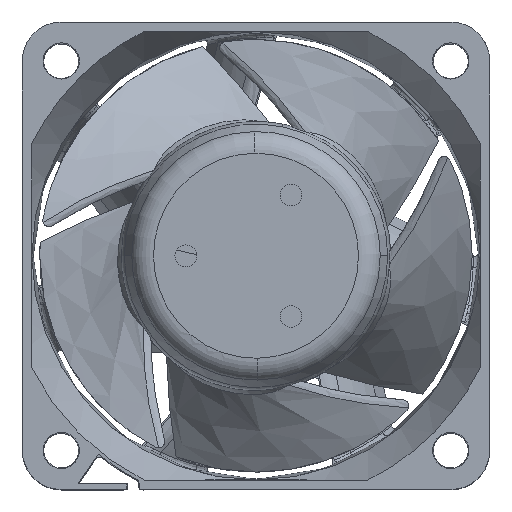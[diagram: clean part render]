
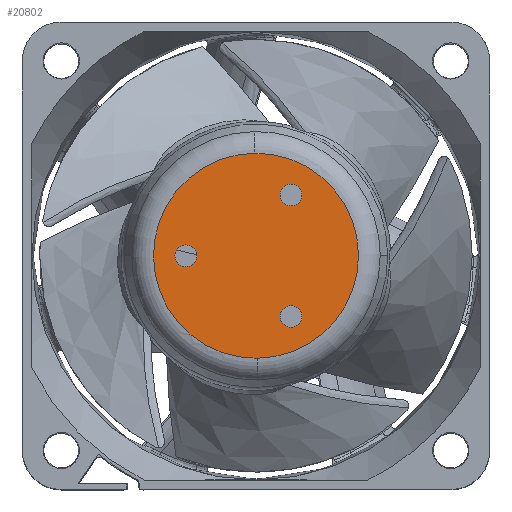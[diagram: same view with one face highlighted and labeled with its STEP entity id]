
A CAD part, top view. The second image highlights one B-rep face of the part: STEP entity #20802.
In plain terms, the highlighted planar face has unit normal (0, 0, 1).
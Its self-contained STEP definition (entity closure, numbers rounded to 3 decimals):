
#16735=CARTESIAN_POINT('',(0.,0.,20.9));
#16736=DIRECTION('',(0.,0.,-1.));
#16737=DIRECTION('',(-0.012,1.,0.));
#16738=AXIS2_PLACEMENT_3D('',#16735,#16736,#16737);
#16740=CARTESIAN_POINT('',(0.,0.,20.9));
#16741=DIRECTION('',(0.,0.,1.));
#16742=DIRECTION('',(-0.012,1.,0.));
#16743=AXIS2_PLACEMENT_3D('',#16740,#16741,#16742);
#16745=CARTESIAN_POINT('',(4.5,-7.794,20.9));
#16746=DIRECTION('',(0.,0.,1.));
#16747=DIRECTION('',(1.,0.,0.));
#16748=AXIS2_PLACEMENT_3D('',#16745,#16746,#16747);
#16750=CARTESIAN_POINT('',(4.5,-7.794,20.9));
#16751=DIRECTION('',(0.,0.,1.));
#16752=DIRECTION('',(-1.,0.,0.));
#16753=AXIS2_PLACEMENT_3D('',#16750,#16751,#16752);
#16755=CARTESIAN_POINT('',(4.5,7.794,20.9));
#16756=DIRECTION('',(0.,0.,1.));
#16757=DIRECTION('',(-1.,0.,0.));
#16758=AXIS2_PLACEMENT_3D('',#16755,#16756,#16757);
#16760=CARTESIAN_POINT('',(4.5,7.794,20.9));
#16761=DIRECTION('',(0.,0.,1.));
#16762=DIRECTION('',(1.,0.,0.));
#16763=AXIS2_PLACEMENT_3D('',#16760,#16761,#16762);
#16765=CARTESIAN_POINT('',(-9.,0.,20.9));
#16766=DIRECTION('',(0.,0.,-1.));
#16767=DIRECTION('',(1.,0.,0.));
#16768=AXIS2_PLACEMENT_3D('',#16765,#16766,#16767);
#16770=CARTESIAN_POINT('',(-9.,0.,20.9));
#16771=DIRECTION('',(0.,0.,-1.));
#16772=DIRECTION('',(-1.,0.,0.));
#16773=AXIS2_PLACEMENT_3D('',#16770,#16771,#16772);
#20254=CARTESIAN_POINT('',(-0.152,13.156,
20.9));
#20256=VERTEX_POINT('',#20254);
#20365=CARTESIAN_POINT('',(0.152,-13.156,
20.9));
#20366=VERTEX_POINT('',#20365);
#20381=CARTESIAN_POINT('',(5.9,-7.794,20.9));
#20383=VERTEX_POINT('',#20381);
#20385=CARTESIAN_POINT('',(-7.6,0.,20.9));
#20387=VERTEX_POINT('',#20385);
#20415=CARTESIAN_POINT('',(-10.4,0.,20.9));
#20416=VERTEX_POINT('',#20415);
#20472=CARTESIAN_POINT('',(5.9,7.794,20.9));
#20474=VERTEX_POINT('',#20472);
#20492=CARTESIAN_POINT('',(3.1,7.794,20.9));
#20494=VERTEX_POINT('',#20492);
#20496=CARTESIAN_POINT('',(3.1,-7.794,20.9));
#20498=VERTEX_POINT('',#20496);
#20775=CARTESIAN_POINT('',(0.,0.,20.9));
#20776=DIRECTION('',(0.,0.,1.));
#20777=DIRECTION('',(1.,0.,0.));
#20778=AXIS2_PLACEMENT_3D('',#20775,#20776,#20777);
#20779=PLANE('',#20778);
#20781=ORIENTED_EDGE('',*,*,#20780,.T.);
#20783=ORIENTED_EDGE('',*,*,#20782,.F.);
#20784=EDGE_LOOP('',(#20781,#20783));
#20785=FACE_OUTER_BOUND('',#20784,.F.);
#20786=ORIENTED_EDGE('',*,*,#20754,.T.);
#20787=ORIENTED_EDGE('',*,*,#20769,.T.);
#20788=EDGE_LOOP('',(#20786,#20787));
#20789=FACE_BOUND('',#20788,.F.);
#20791=ORIENTED_EDGE('',*,*,#20790,.T.);
#20793=ORIENTED_EDGE('',*,*,#20792,.T.);
#20794=EDGE_LOOP('',(#20791,#20793));
#20795=FACE_BOUND('',#20794,.F.);
#20797=ORIENTED_EDGE('',*,*,#20796,.F.);
#20799=ORIENTED_EDGE('',*,*,#20798,.F.);
#20800=EDGE_LOOP('',(#20797,#20799));
#20801=FACE_BOUND('',#20800,.F.);
#20802=ADVANCED_FACE('',(#20785,#20789,#20795,#20801),#20779,.T.);
#16739=CIRCLE('',#16738,13.157);
#16744=CIRCLE('',#16743,13.157);
#16749=CIRCLE('',#16748,1.4);
#16754=CIRCLE('',#16753,1.4);
#16759=CIRCLE('',#16758,1.4);
#16764=CIRCLE('',#16763,1.4);
#16769=CIRCLE('',#16768,1.4);
#16774=CIRCLE('',#16773,1.4);
#20754=EDGE_CURVE('',#20383,#20498,#16749,.T.);
#20769=EDGE_CURVE('',#20498,#20383,#16754,.T.);
#20780=EDGE_CURVE('',#20256,#20366,#16739,.T.);
#20782=EDGE_CURVE('',#20256,#20366,#16744,.T.);
#20790=EDGE_CURVE('',#20494,#20474,#16759,.T.);
#20792=EDGE_CURVE('',#20474,#20494,#16764,.T.);
#20796=EDGE_CURVE('',#20387,#20416,#16769,.T.);
#20798=EDGE_CURVE('',#20416,#20387,#16774,.T.);
